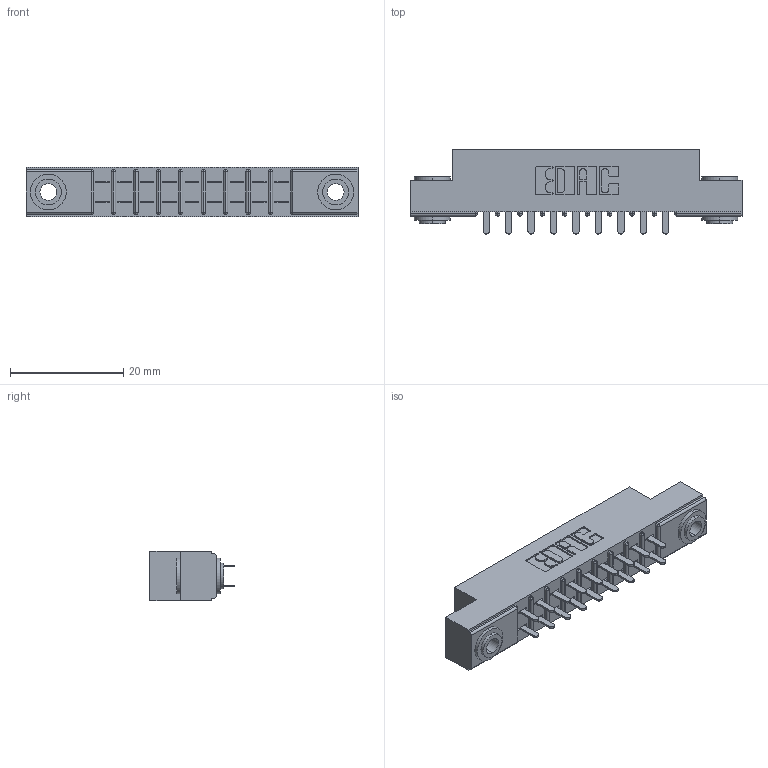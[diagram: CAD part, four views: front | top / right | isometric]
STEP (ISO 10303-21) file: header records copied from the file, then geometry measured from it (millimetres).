
FILE_DESCRIPTION (( 'STEP AP203' ), '1' );
FILE_NAME ('315-018-521-203.STEP', '2019-09-10T14:00:26', ( '' ), ( '' ), 'SwSTEP 2.0', 'SolidWorks 2016', '' );
FILE_SCHEMA (( 'CONFIG_CONTROL_DESIGN' ));
Length unit declared in the file: inch
Products named in the file (4): 305-290-001_521; 315-018-521-203; 345-250-002_345-250-002-102; 305 Part_.156 Dia
Assembly tree (21 placements, depth 2):
  315-018-521-203
    305 Part_.156 Dia
    305-290-001_521  x18
    345-250-002_345-250-002-102  x2
Bounding box: 58.67 x 14.86 x 8.71 mm (x, y, z)
Volume: 3688.3 mm3; surface area: 6360.6 mm2
Topology: 21 solids, 21 shells, 996 faces, 2795 edges, 1810 vertices
Faces by surface type: plane 578, cylinder 374, sphere 36, cone 8
Entity records: 14707 total; most frequent: CARTESIAN_POINT 2414, ORIENTED_EDGE 2382, DIRECTION 2377, EDGE_CURVE 1191, VECTOR 919, LINE 919, VERTEX_POINT 766, AXIS2_PLACEMENT_3D 729
